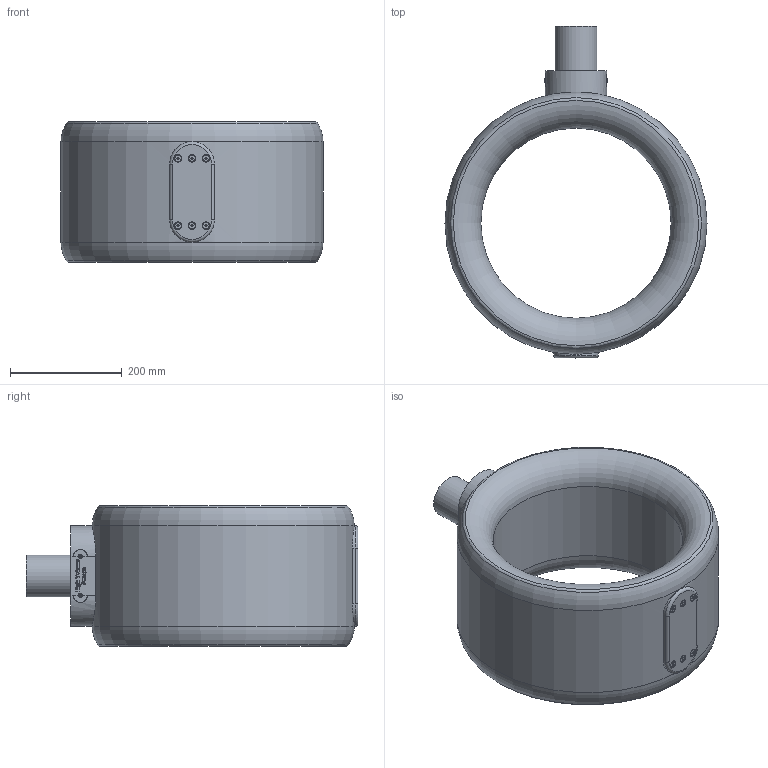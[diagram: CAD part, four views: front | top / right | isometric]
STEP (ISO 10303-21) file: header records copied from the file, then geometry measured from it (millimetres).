
FILE_DESCRIPTION (( 'STEP AP214' ), '1' );
FILE_NAME ('P-341-030-rev-A-FR.STEP', '2025-06-10T08:40:54', ( '' ), ( '' ), 'SwSTEP 2.0', 'SolidWorks 2024', '' );
FILE_SCHEMA (( 'AUTOMOTIVE_DESIGN' ));
Length unit declared in the file: millimetre
Products named in the file (1): P-341-030-rev-A-FR
Bounding box: 470 x 595.04 x 252 mm (x, y, z)
Volume: 20211965.8 mm3; surface area: 784033.5 mm2
Topology: 1 solids, 6 shells, 693 faces, 1792 edges, 1168 vertices
Faces by surface type: plane 389, bspline 208, cylinder 56, cone 22, torus 14, sphere 4
Full cylindrical faces by diameter (mm): 6 x6, 6.6 x6, 7.6 x4, 10.2 x6, 11.57 x6, 75 x1, 341 x1
Entity records: 31716 total; most frequent: CARTESIAN_POINT 14414, ORIENTED_EDGE 3396, DIRECTION 2144, EDGE_CURVE 1698, VERTEX_POINT 1138, VECTOR 860, LINE 860, EDGE_LOOP 826
